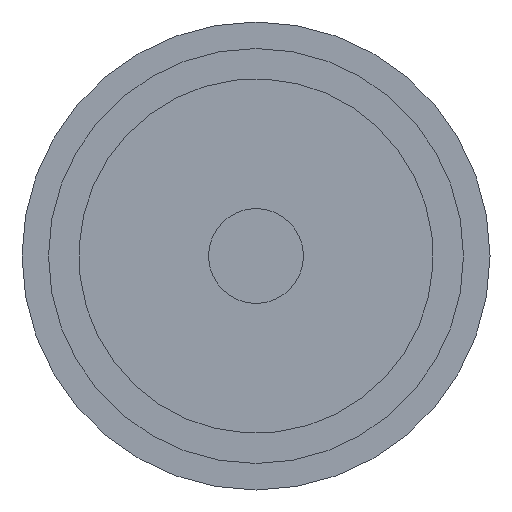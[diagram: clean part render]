
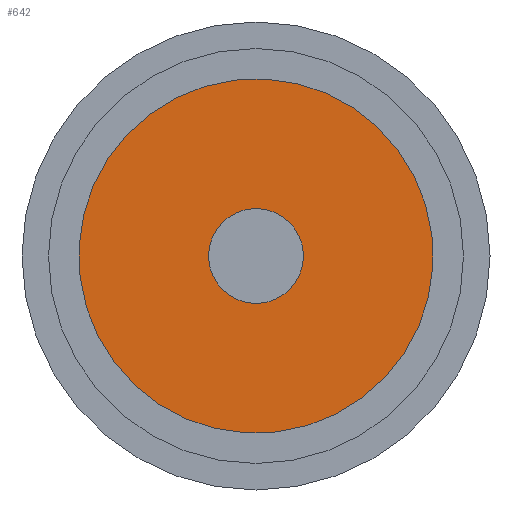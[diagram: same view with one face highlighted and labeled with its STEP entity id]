
A CAD part, front view. The second image highlights one B-rep face of the part: STEP entity #642.
In plain terms, the highlighted planar face has unit normal (0, -1, 0).
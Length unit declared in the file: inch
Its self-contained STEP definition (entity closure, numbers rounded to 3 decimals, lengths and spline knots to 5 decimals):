
#7 = ORIENTED_EDGE ( 'NONE', *, *, #195, .F. ) ;
#28 = DIRECTION ( 'NONE',  ( 0., -1., 0. ) ) ;
#31 = AXIS2_PLACEMENT_3D ( 'NONE', #39, #260, #469 ) ;
#33 = EDGE_CURVE ( 'NONE', #643, #353, #202, .T. ) ;
#39 = CARTESIAN_POINT ( 'NONE',  ( -0.09287, -0.045, -0.01087 ) ) ;
#53 = AXIS2_PLACEMENT_3D ( 'NONE', #73, #287, #669 ) ;
#72 = DIRECTION ( 'NONE',  ( -0.116, 0., 0.993 ) ) ;
#73 = CARTESIAN_POINT ( 'NONE',  ( 0., -0.045, 0. ) ) ;
#95 = CARTESIAN_POINT ( 'NONE',  ( 0., -0.045, 0. ) ) ;
#114 = AXIS2_PLACEMENT_3D ( 'NONE', #95, #363, #311 ) ;
#125 = CARTESIAN_POINT ( 'NONE',  ( 0., -0.045, 0. ) ) ;
#146 = ORIENTED_EDGE ( 'NONE', *, *, #33, .F. ) ;
#158 = VERTEX_POINT ( 'NONE', #681 ) ;
#171 = CARTESIAN_POINT ( 'NONE',  ( -0.01087, -0.045, 0.09287 ) ) ;
#173 = ORIENTED_EDGE ( 'NONE', *, *, #446, .F. ) ;
#195 = EDGE_CURVE ( 'NONE', #283, #158, #544, .T. ) ;
#202 = CIRCLE ( 'NONE', #53, 0.025 ) ;
#209 = CARTESIAN_POINT ( 'NONE',  ( 0., -0.045, 0. ) ) ;
#224 = CARTESIAN_POINT ( 'NONE',  ( 0.02038, -0.045, -0.01449 ) ) ;
#250 = PLANE ( 'NONE',  #31 ) ;
#253 = AXIS2_PLACEMENT_3D ( 'NONE', #125, #546, #72 ) ;
#260 = DIRECTION ( 'NONE',  ( 0., -1., 0. ) ) ;
#283 = VERTEX_POINT ( 'NONE', #171 ) ;
#287 = DIRECTION ( 'NONE',  ( 0., -1., 0. ) ) ;
#311 = DIRECTION ( 'NONE',  ( -0.116, 0., 0.993 ) ) ;
#353 = VERTEX_POINT ( 'NONE', #224 ) ;
#363 = DIRECTION ( 'NONE',  ( 0., 1., 0. ) ) ;
#446 = EDGE_CURVE ( 'NONE', #158, #283, #583, .T. ) ;
#469 = DIRECTION ( 'NONE',  ( 0.116, 0., -0.993 ) ) ;
#483 = EDGE_LOOP ( 'NONE', ( #702, #146 ) ) ;
#487 = AXIS2_PLACEMENT_3D ( 'NONE', #209, #28, #637 ) ;
#496 = EDGE_LOOP ( 'NONE', ( #7, #173 ) ) ;
#518 = CIRCLE ( 'NONE', #487, 0.025 ) ;
#544 = CIRCLE ( 'NONE', #114, 0.0935 ) ;
#546 = DIRECTION ( 'NONE',  ( 0., 1., 0. ) ) ;
#562 = FACE_OUTER_BOUND ( 'NONE', #496, .T. ) ;
#583 = CIRCLE ( 'NONE', #253, 0.0935 ) ;
#601 = EDGE_CURVE ( 'NONE', #353, #643, #518, .T. ) ;
#624 = FACE_BOUND ( 'NONE', #483, .T. ) ;
#637 = DIRECTION ( 'NONE',  ( 0., 0., -1. ) ) ;
#642 = ADVANCED_FACE ( 'NONE', ( #624, #562 ), #250, .T. ) ;
#643 = VERTEX_POINT ( 'NONE', #677 ) ;
#669 = DIRECTION ( 'NONE',  ( 0., 0., -1. ) ) ;
#677 = CARTESIAN_POINT ( 'NONE',  ( -0.02038, -0.045, 0.01449 ) ) ;
#681 = CARTESIAN_POINT ( 'NONE',  ( 0.01087, -0.045, -0.09287 ) ) ;
#702 = ORIENTED_EDGE ( 'NONE', *, *, #601, .F. ) ;
